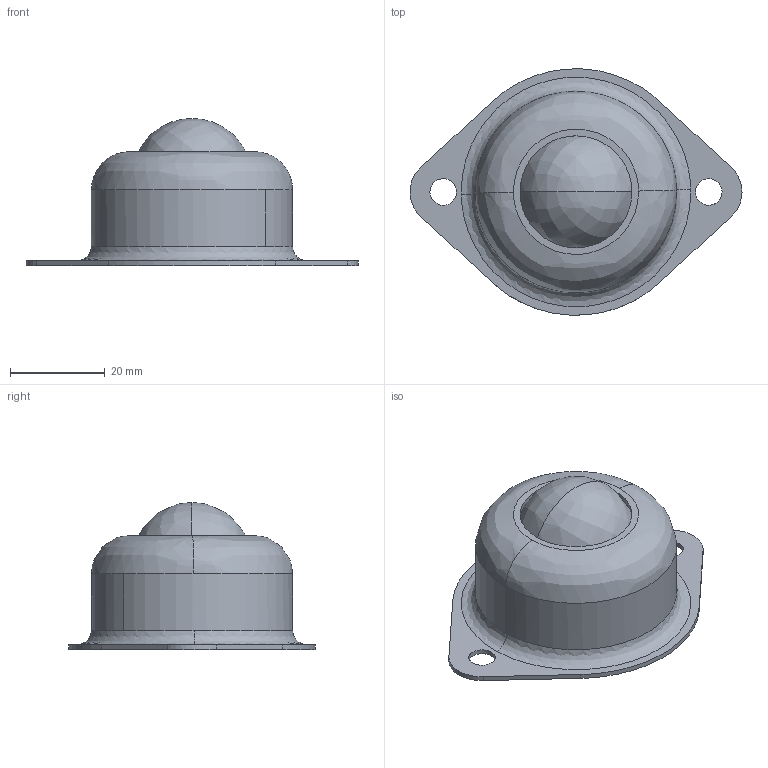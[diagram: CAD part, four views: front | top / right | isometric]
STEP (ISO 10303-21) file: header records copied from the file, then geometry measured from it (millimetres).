
FILE_DESCRIPTION((''),'2;1');
FILE_NAME('','2009-01-19T13:43:36',(''),(''),'','CADfix','');
FILE_SCHEMA(('AUTOMOTIVE_DESIGN { 1 0 10303 214 1 1 1 1 }'));
Length unit declared in the file: millimetre
Bounding box: 70 x 51.94 x 31 mm (x, y, z)
Volume: 21067.2 mm3; surface area: 18463 mm2
Topology: 3 solids, 3 shells, 53 faces, 220 edges, 176 vertices
Faces by surface type: bspline 53
Entity records: 4160 total; most frequent: CARTESIAN_POINT 2870, ORIENTED_EDGE 440, EDGE_CURVE 220, B_SPLINE_CURVE_WITH_KNOTS 180, VERTEX_POINT 176, EDGE_LOOP 62, FACE_OUTER_BOUND 53, ADVANCED_FACE 53
